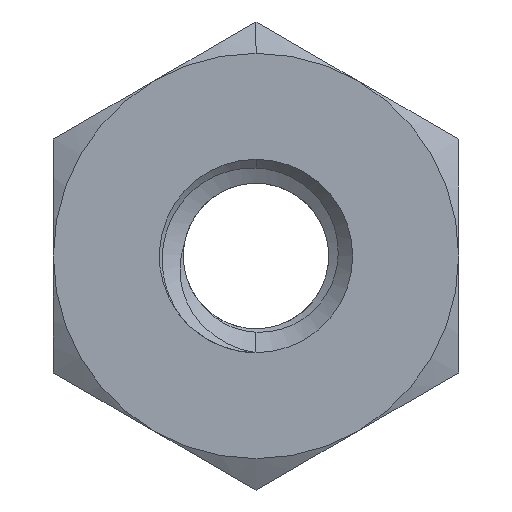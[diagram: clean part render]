
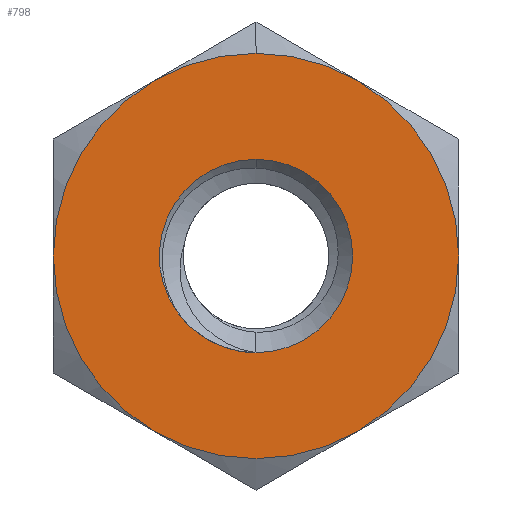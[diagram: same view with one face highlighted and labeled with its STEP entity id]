
A CAD part, front view. The second image highlights one B-rep face of the part: STEP entity #798.
In plain terms, the highlighted planar face has unit normal (0, -1, 0).
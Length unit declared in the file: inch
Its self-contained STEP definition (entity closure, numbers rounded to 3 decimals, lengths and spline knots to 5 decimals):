
#18 = AXIS2_PLACEMENT_3D ( 'NONE', #499, #497, #496 ) ;
#23 = AXIS2_PLACEMENT_3D ( 'NONE', #1002, #995, #994 ) ;
#38 = AXIS2_PLACEMENT_3D ( 'NONE', #675, #678, #676 ) ;
#44 = EDGE_CURVE ( 'NONE', #543, #602, #1911, .T. ) ;
#46 = AXIS2_PLACEMENT_3D ( 'NONE', #275, #272, #273 ) ;
#51 = EDGE_CURVE ( 'NONE', #554, #601, #1909, .T. ) ;
#69 = AXIS2_PLACEMENT_3D ( 'NONE', #510, #501, #500 ) ;
#75 = EDGE_CURVE ( 'NONE', #602, #554, #1898, .T. ) ;
#80 = EDGE_CURVE ( 'NONE', #537, #605, #1903, .T. ) ;
#82 = AXIS2_PLACEMENT_3D ( 'NONE', #657, #659, #699 ) ;
#87 = AXIS2_PLACEMENT_3D ( 'NONE', #1327, #1507, #1508 ) ;
#90 = EDGE_CURVE ( 'NONE', #598, #595, #1882, .T. ) ;
#107 = EDGE_CURVE ( 'NONE', #601, #595, #1883, .T. ) ;
#115 = EDGE_CURVE ( 'NONE', #598, #540, #1892, .T. ) ;
#128 = AXIS2_PLACEMENT_3D ( 'NONE', #1588, #1597, #1595 ) ;
#131 = AXIS2_PLACEMENT_3D ( 'NONE', #1114, #1634, #1631 ) ;
#133 = AXIS2_PLACEMENT_3D ( 'NONE', #396, #1649, #1650 ) ;
#134 = AXIS2_PLACEMENT_3D ( 'NONE', #447, #527, #523 ) ;
#187 = FACE_OUTER_BOUND ( 'NONE', #2004, .T. ) ;
#195 = FACE_BOUND ( 'NONE', #2020, .T. ) ;
#272 = DIRECTION ( 'NONE',  ( 0., 1., 0. ) ) ;
#273 = DIRECTION ( 'NONE',  ( 0., 0., 1. ) ) ;
#275 = CARTESIAN_POINT ( 'NONE',  ( 0., -0.0625, 0. ) ) ;
#396 = CARTESIAN_POINT ( 'NONE',  ( 0., -0.0625, 0. ) ) ;
#447 = CARTESIAN_POINT ( 'NONE',  ( 0., -0.0625, 0. ) ) ;
#496 = DIRECTION ( 'NONE',  ( 0., 0., 1. ) ) ;
#497 = DIRECTION ( 'NONE',  ( 0., -1., 0. ) ) ;
#499 = CARTESIAN_POINT ( 'NONE',  ( 0., -0.0625, 0. ) ) ;
#500 = DIRECTION ( 'NONE',  ( 0., 0., 1. ) ) ;
#501 = DIRECTION ( 'NONE',  ( 0., -1., 0. ) ) ;
#510 = CARTESIAN_POINT ( 'NONE',  ( 0., -0.0625, 0. ) ) ;
#523 = DIRECTION ( 'NONE',  ( 0., 0., 1. ) ) ;
#527 = DIRECTION ( 'NONE',  ( 0., -1., 0. ) ) ;
#537 = VERTEX_POINT ( 'NONE', #1348 ) ;
#539 = VERTEX_POINT ( 'NONE', #1223 ) ;
#540 = VERTEX_POINT ( 'NONE', #1357 ) ;
#543 = VERTEX_POINT ( 'NONE', #1339 ) ;
#554 = VERTEX_POINT ( 'NONE', #1516 ) ;
#595 = VERTEX_POINT ( 'NONE', #1528 ) ;
#598 = VERTEX_POINT ( 'NONE', #1525 ) ;
#601 = VERTEX_POINT ( 'NONE', #1520 ) ;
#602 = VERTEX_POINT ( 'NONE', #1524 ) ;
#605 = VERTEX_POINT ( 'NONE', #1115 ) ;
#606 = CIRCLE ( 'NONE', #46, 0.082 ) ;
#609 = CIRCLE ( 'NONE', #38, 0.17188 ) ;
#632 = CIRCLE ( 'NONE', #82, 0.082 ) ;
#657 = CARTESIAN_POINT ( 'NONE',  ( 0., -0.0625, 0. ) ) ;
#659 = DIRECTION ( 'NONE',  ( 0., 1., 0. ) ) ;
#675 = CARTESIAN_POINT ( 'NONE',  ( 0., -0.0625, 0. ) ) ;
#676 = DIRECTION ( 'NONE',  ( 0., 0., 1. ) ) ;
#678 = DIRECTION ( 'NONE',  ( 0., -1., 0. ) ) ;
#699 = DIRECTION ( 'NONE',  ( 0., 0., 1. ) ) ;
#798 = ADVANCED_FACE ( 'NONE', ( #187, #195 ), #1003, .F. ) ;
#869 = ORIENTED_EDGE ( 'NONE', *, *, #44, .T. ) ;
#876 = ORIENTED_EDGE ( 'NONE', *, *, #1946, .T. ) ;
#877 = ORIENTED_EDGE ( 'NONE', *, *, #107, .T. ) ;
#886 = ORIENTED_EDGE ( 'NONE', *, *, #90, .F. ) ;
#887 = ORIENTED_EDGE ( 'NONE', *, *, #1955, .T. ) ;
#890 = ORIENTED_EDGE ( 'NONE', *, *, #51, .T. ) ;
#906 = ORIENTED_EDGE ( 'NONE', *, *, #80, .T. ) ;
#910 = ORIENTED_EDGE ( 'NONE', *, *, #75, .T. ) ;
#912 = ORIENTED_EDGE ( 'NONE', *, *, #115, .T. ) ;
#917 = ORIENTED_EDGE ( 'NONE', *, *, #1958, .T. ) ;
#994 = DIRECTION ( 'NONE',  ( 0., 0., 1. ) ) ;
#995 = DIRECTION ( 'NONE',  ( 0., 1., 0. ) ) ;
#1002 = CARTESIAN_POINT ( 'NONE',  ( -0.17188, -0.0625, -0.09923 ) ) ;
#1003 = PLANE ( 'NONE',  #23 ) ;
#1114 = CARTESIAN_POINT ( 'NONE',  ( 0., -0.0625, 0. ) ) ;
#1115 = CARTESIAN_POINT ( 'NONE',  ( -0.05798, -0.0625, -0.05798 ) ) ;
#1223 = CARTESIAN_POINT ( 'NONE',  ( 0., -0.0625, 0.082 ) ) ;
#1327 = CARTESIAN_POINT ( 'NONE',  ( 0., -0.0625, 0. ) ) ;
#1339 = CARTESIAN_POINT ( 'NONE',  ( -0.08594, -0.0625, 0.14885 ) ) ;
#1348 = CARTESIAN_POINT ( 'NONE',  ( 0., -0.0625, -0.082 ) ) ;
#1357 = CARTESIAN_POINT ( 'NONE',  ( 0., -0.0625, 0.17188 ) ) ;
#1507 = DIRECTION ( 'NONE',  ( 0., -1., 0. ) ) ;
#1508 = DIRECTION ( 'NONE',  ( 0., 0., 1. ) ) ;
#1516 = CARTESIAN_POINT ( 'NONE',  ( -0.08594, -0.0625, -0.14885 ) ) ;
#1520 = CARTESIAN_POINT ( 'NONE',  ( 0.08594, -0.0625, -0.14885 ) ) ;
#1524 = CARTESIAN_POINT ( 'NONE',  ( -0.17188, -0.0625, 0. ) ) ;
#1525 = CARTESIAN_POINT ( 'NONE',  ( 0.08594, -0.0625, 0.14885 ) ) ;
#1528 = CARTESIAN_POINT ( 'NONE',  ( 0.17188, -0.0625, 0. ) ) ;
#1588 = CARTESIAN_POINT ( 'NONE',  ( 0., -0.0625, 0. ) ) ;
#1595 = DIRECTION ( 'NONE',  ( 0., 0., 1. ) ) ;
#1597 = DIRECTION ( 'NONE',  ( 0., -1., 0. ) ) ;
#1631 = DIRECTION ( 'NONE',  ( 0., 0., 1. ) ) ;
#1634 = DIRECTION ( 'NONE',  ( 0., 1., 0. ) ) ;
#1649 = DIRECTION ( 'NONE',  ( 0., 1., 0. ) ) ;
#1650 = DIRECTION ( 'NONE',  ( 0., 0., 1. ) ) ;
#1882 = CIRCLE ( 'NONE', #131, 0.17188 ) ;
#1883 = CIRCLE ( 'NONE', #128, 0.17188 ) ;
#1892 = CIRCLE ( 'NONE', #87, 0.17188 ) ;
#1898 = CIRCLE ( 'NONE', #134, 0.17188 ) ;
#1903 = CIRCLE ( 'NONE', #133, 0.082 ) ;
#1909 = CIRCLE ( 'NONE', #18, 0.17188 ) ;
#1911 = CIRCLE ( 'NONE', #69, 0.17188 ) ;
#1946 = EDGE_CURVE ( 'NONE', #605, #539, #606, .T. ) ;
#1955 = EDGE_CURVE ( 'NONE', #539, #537, #632, .T. ) ;
#1958 = EDGE_CURVE ( 'NONE', #540, #543, #609, .T. ) ;
#2004 = EDGE_LOOP ( 'NONE', ( #912, #917, #869, #910, #890, #877, #886 ) ) ;
#2020 = EDGE_LOOP ( 'NONE', ( #906, #876, #887 ) ) ;
